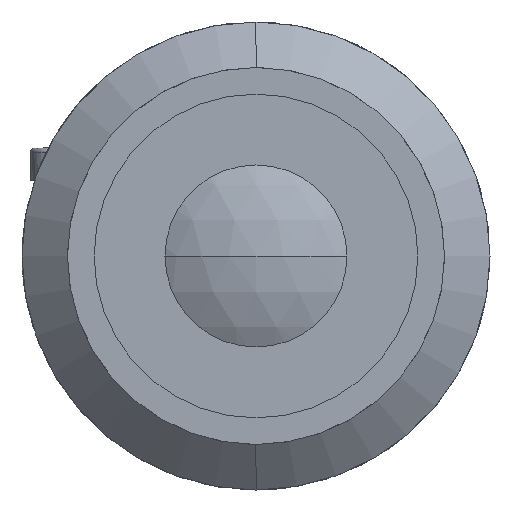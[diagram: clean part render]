
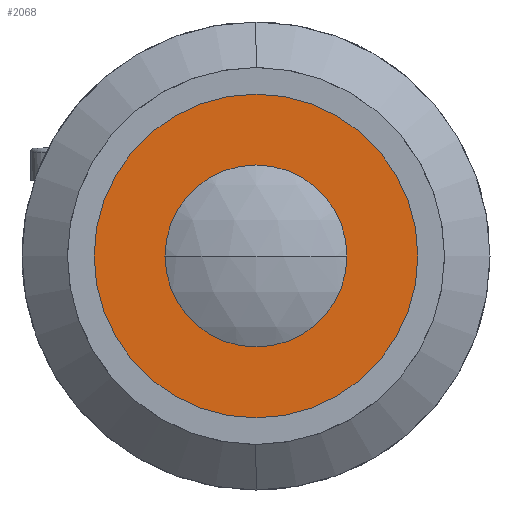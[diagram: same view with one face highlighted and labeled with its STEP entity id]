
A CAD part, left-side view. The second image highlights one B-rep face of the part: STEP entity #2068.
In plain terms, the highlighted planar face has unit normal (-1, 0, 0).
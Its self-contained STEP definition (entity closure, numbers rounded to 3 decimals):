
#37 = CARTESIAN_POINT ( 'NONE',  ( 3.8, 0., -13.5 ) ) ;
#217 = DIRECTION ( 'NONE',  ( 0., 0., 1. ) ) ;
#306 = AXIS2_PLACEMENT_3D ( 'NONE', #3416, #1881, #217 ) ;
#343 = AXIS2_PLACEMENT_3D ( 'NONE', #3154, #2667, #1031 ) ;
#510 = CIRCLE ( 'NONE', #606, 7. ) ;
#606 = AXIS2_PLACEMENT_3D ( 'NONE', #635, #2567, #911 ) ;
#625 = FACE_BOUND ( 'NONE', #2136, .T. ) ;
#635 = CARTESIAN_POINT ( 'NONE',  ( 3.8, 0., 0. ) ) ;
#740 = PLANE ( 'NONE',  #343 ) ;
#911 = DIRECTION ( 'NONE',  ( 0., 0., 1. ) ) ;
#937 = CIRCLE ( 'NONE', #1689, 13.5 ) ;
#990 = AXIS2_PLACEMENT_3D ( 'NONE', #3148, #1552, #3380 ) ;
#1031 = DIRECTION ( 'NONE',  ( 0., 0., -1. ) ) ;
#1116 = EDGE_CURVE ( 'NONE', #3397, #1824, #937, .T. ) ;
#1280 = FACE_OUTER_BOUND ( 'NONE', #2664, .T. ) ;
#1302 = VERTEX_POINT ( 'NONE', #2564 ) ;
#1326 = ORIENTED_EDGE ( 'NONE', *, *, #2119, .F. ) ;
#1552 = DIRECTION ( 'NONE',  ( -1., 0., 0. ) ) ;
#1611 = ORIENTED_EDGE ( 'NONE', *, *, #1116, .T. ) ;
#1638 = DIRECTION ( 'NONE',  ( -1., 0., 0. ) ) ;
#1689 = AXIS2_PLACEMENT_3D ( 'NONE', #3211, #1638, #3444 ) ;
#1824 = VERTEX_POINT ( 'NONE', #37 ) ;
#1843 = EDGE_CURVE ( 'NONE', #2259, #1302, #510, .T. ) ;
#1881 = DIRECTION ( 'NONE',  ( -1., 0., 0. ) ) ;
#1920 = ORIENTED_EDGE ( 'NONE', *, *, #3350, .T. ) ;
#1922 = CIRCLE ( 'NONE', #306, 7. ) ;
#1938 = CARTESIAN_POINT ( 'NONE',  ( 3.8, 0., 7. ) ) ;
#2068 = ADVANCED_FACE ( 'NONE', ( #625, #1280 ), #740, .F. ) ;
#2119 = EDGE_CURVE ( 'NONE', #1302, #2259, #1922, .T. ) ;
#2136 = EDGE_LOOP ( 'NONE', ( #3205, #1326 ) ) ;
#2259 = VERTEX_POINT ( 'NONE', #1938 ) ;
#2564 = CARTESIAN_POINT ( 'NONE',  ( 3.8, 0., -7. ) ) ;
#2567 = DIRECTION ( 'NONE',  ( -1., 0., 0. ) ) ;
#2664 = EDGE_LOOP ( 'NONE', ( #1611, #1920 ) ) ;
#2667 = DIRECTION ( 'NONE',  ( 1., 0., 0. ) ) ;
#2929 = CARTESIAN_POINT ( 'NONE',  ( 3.8, 0., 13.5 ) ) ;
#3148 = CARTESIAN_POINT ( 'NONE',  ( 3.8, 0., 0. ) ) ;
#3154 = CARTESIAN_POINT ( 'NONE',  ( 3.8, 13.5, 0. ) ) ;
#3205 = ORIENTED_EDGE ( 'NONE', *, *, #1843, .F. ) ;
#3211 = CARTESIAN_POINT ( 'NONE',  ( 3.8, 0., 0. ) ) ;
#3268 = CIRCLE ( 'NONE', #990, 13.5 ) ;
#3350 = EDGE_CURVE ( 'NONE', #1824, #3397, #3268, .T. ) ;
#3380 = DIRECTION ( 'NONE',  ( 0., 0., 1. ) ) ;
#3397 = VERTEX_POINT ( 'NONE', #2929 ) ;
#3416 = CARTESIAN_POINT ( 'NONE',  ( 3.8, 0., 0. ) ) ;
#3444 = DIRECTION ( 'NONE',  ( 0., 0., 1. ) ) ;
